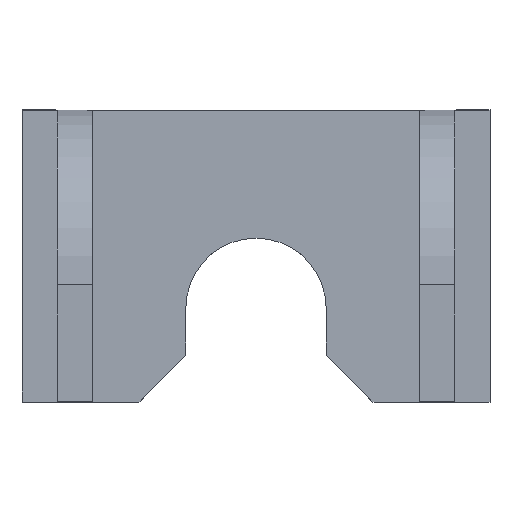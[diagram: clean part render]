
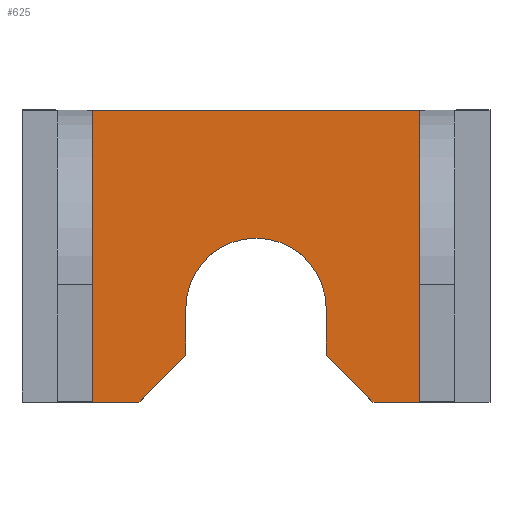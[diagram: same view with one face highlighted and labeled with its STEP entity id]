
A CAD part, top view. The second image highlights one B-rep face of the part: STEP entity #625.
In plain terms, the highlighted planar face has unit normal (0, 0, 1).
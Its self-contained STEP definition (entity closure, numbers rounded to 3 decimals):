
#30=CIRCLE('',#681,3.);
#57=FACE_OUTER_BOUND('',#89,.T.);
#89=EDGE_LOOP('',(#465,#466,#467,#468,#469,#470,#471,#472,#473,#474));
#123=LINE('',#908,#193);
#135=LINE('',#931,#205);
#143=LINE('',#951,#213);
#146=LINE('',#956,#216);
#157=LINE('',#977,#227);
#158=LINE('',#980,#228);
#160=LINE('',#986,#230);
#161=LINE('',#988,#231);
#162=LINE('',#989,#232);
#193=VECTOR('',#730,10.);
#205=VECTOR('',#744,10.);
#213=VECTOR('',#758,10.);
#216=VECTOR('',#763,10.);
#227=VECTOR('',#776,10.);
#228=VECTOR('',#779,10.);
#230=VECTOR('',#787,10.);
#231=VECTOR('',#788,10.);
#232=VECTOR('',#789,10.);
#263=VERTEX_POINT('',#905);
#264=VERTEX_POINT('',#907);
#274=VERTEX_POINT('',#929);
#282=VERTEX_POINT('',#949);
#283=VERTEX_POINT('',#950);
#284=VERTEX_POINT('',#955);
#293=VERTEX_POINT('',#975);
#294=VERTEX_POINT('',#979);
#295=VERTEX_POINT('',#985);
#296=VERTEX_POINT('',#987);
#323=EDGE_CURVE('',#263,#264,#123,.T.);
#335=EDGE_CURVE('',#263,#274,#135,.T.);
#344=EDGE_CURVE('',#282,#283,#143,.T.);
#347=EDGE_CURVE('',#284,#283,#146,.T.);
#358=EDGE_CURVE('',#282,#293,#157,.T.);
#359=EDGE_CURVE('',#294,#264,#158,.T.);
#361=EDGE_CURVE('',#293,#294,#30,.T.);
#362=EDGE_CURVE('',#274,#295,#160,.T.);
#363=EDGE_CURVE('',#295,#296,#161,.T.);
#364=EDGE_CURVE('',#284,#296,#162,.T.);
#465=ORIENTED_EDGE('',*,*,#323,.F.);
#466=ORIENTED_EDGE('',*,*,#335,.T.);
#467=ORIENTED_EDGE('',*,*,#362,.T.);
#468=ORIENTED_EDGE('',*,*,#363,.T.);
#469=ORIENTED_EDGE('',*,*,#364,.F.);
#470=ORIENTED_EDGE('',*,*,#347,.T.);
#471=ORIENTED_EDGE('',*,*,#344,.F.);
#472=ORIENTED_EDGE('',*,*,#358,.T.);
#473=ORIENTED_EDGE('',*,*,#361,.T.);
#474=ORIENTED_EDGE('',*,*,#359,.T.);
#598=PLANE('',#682);
#625=ADVANCED_FACE('',(#57),#598,.T.);
#681=AXIS2_PLACEMENT_3D('',#983,#783,#784);
#682=AXIS2_PLACEMENT_3D('',#984,#785,#786);
#730=DIRECTION('',(-0.707,0.707,0.));
#744=DIRECTION('',(1.,0.,0.));
#758=DIRECTION('',(-0.707,-0.707,0.));
#763=DIRECTION('',(1.,0.,0.));
#776=DIRECTION('',(0.,1.,0.));
#779=DIRECTION('',(0.,-1.,0.));
#783=DIRECTION('center_axis',(0.,0.,-1.));
#784=DIRECTION('ref_axis',(1.,0.,0.));
#785=DIRECTION('center_axis',(0.,0.,1.));
#786=DIRECTION('ref_axis',(1.,0.,0.));
#787=DIRECTION('',(0.,1.,0.));
#788=DIRECTION('',(-1.,0.,0.));
#789=DIRECTION('',(0.,1.,0.));
#905=CARTESIAN_POINT('',(5.,0.,0.75));
#907=CARTESIAN_POINT('',(3.,2.,0.75));
#908=CARTESIAN_POINT('',(1.5,3.5,0.75));
#929=CARTESIAN_POINT('',(7.,0.,0.75));
#931=CARTESIAN_POINT('',(-7.,0.,0.75));
#949=CARTESIAN_POINT('',(-3.,2.,0.75));
#950=CARTESIAN_POINT('',(-5.,0.,0.75));
#951=CARTESIAN_POINT('',(-5.,0.,0.75));
#955=CARTESIAN_POINT('',(-7.,0.,0.75));
#956=CARTESIAN_POINT('',(-7.,0.,0.75));
#975=CARTESIAN_POINT('',(-3.,4.,0.75));
#977=CARTESIAN_POINT('',(-3.,0.,0.75));
#979=CARTESIAN_POINT('',(3.,4.,0.75));
#980=CARTESIAN_POINT('',(3.,2.,0.75));
#983=CARTESIAN_POINT('Origin',(0.,4.,0.75));
#984=CARTESIAN_POINT('Origin',(-7.,0.,0.75));
#985=CARTESIAN_POINT('',(7.,12.462,0.75));
#986=CARTESIAN_POINT('',(7.,0.,0.75));
#987=CARTESIAN_POINT('',(-7.,12.462,0.75));
#988=CARTESIAN_POINT('',(10.,12.462,0.75));
#989=CARTESIAN_POINT('',(-7.,0.,0.75));
